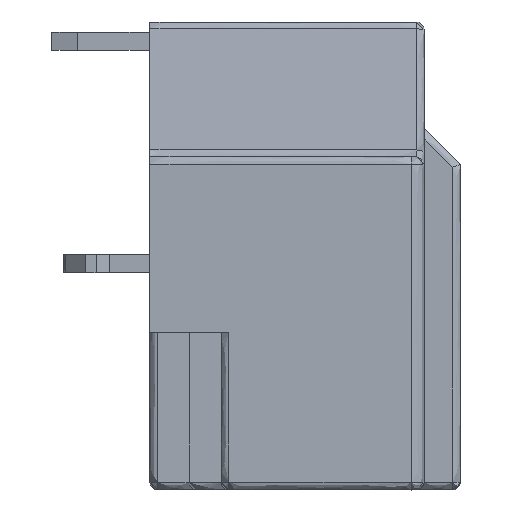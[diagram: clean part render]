
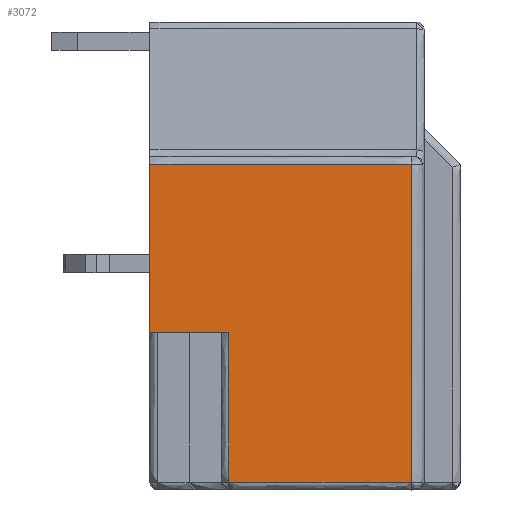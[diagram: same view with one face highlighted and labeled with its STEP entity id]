
A CAD part, left-side view. The second image highlights one B-rep face of the part: STEP entity #3072.
In plain terms, the highlighted free-form (B-spline) face has degree [1, 1] with [2, 2] control points.
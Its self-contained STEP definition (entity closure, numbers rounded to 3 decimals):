
#937=CARTESIAN_POINT('',(-32.25,19.19,-1.7));
#938=VERTEX_POINT('',#937);
#993=CARTESIAN_POINT('',(-32.25,26.24,-1.7));
#994=VERTEX_POINT('',#993);
#995=CARTESIAN_POINT('',(-32.25,19.19,-1.7));
#996=CARTESIAN_POINT('',(-32.25,26.24,-1.7));
#997=B_SPLINE_CURVE_WITH_KNOTS('',1,(#995,#996),.POLYLINE_FORM.,.F.,.U.,(2,2),(0.,1.),.UNSPECIFIED.);
#998=EDGE_CURVE('',#938,#994,#997,.T.);
#1658=CARTESIAN_POINT('',(-32.25,26.24,4.1));
#1659=VERTEX_POINT('',#1658);
#1667=CARTESIAN_POINT('',(-32.25,29.29,4.1));
#1668=VERTEX_POINT('',#1667);
#1669=CARTESIAN_POINT('',(-32.25,26.24,4.1));
#1670=CARTESIAN_POINT('',(-32.25,29.29,4.1));
#1671=B_SPLINE_CURVE_WITH_KNOTS('',1,(#1669,#1670),.POLYLINE_FORM.,.F.,.U.,(2,2),(0.,1.),.UNSPECIFIED.);
#1672=EDGE_CURVE('',#1659,#1668,#1671,.T.);
#2449=CARTESIAN_POINT('',(-32.25,19.19,10.6));
#2450=VERTEX_POINT('',#2449);
#2459=CARTESIAN_POINT('',(-32.25,19.19,10.6));
#2460=CARTESIAN_POINT('',(-32.25,19.19,-1.7));
#2461=B_SPLINE_CURVE_WITH_KNOTS('',1,(#2459,#2460),.POLYLINE_FORM.,.F.,.U.,(2,2),(0.,1.),.UNSPECIFIED.);
#2462=EDGE_CURVE('',#2450,#938,#2461,.T.);
#3045=CARTESIAN_POINT('',(-32.25,188.799,-11.466));
#3046=CARTESIAN_POINT('',(-32.25,188.799,318.402));
#3047=CARTESIAN_POINT('',(-32.25,-141.069,-11.466));
#3048=CARTESIAN_POINT('',(-32.25,-141.069,318.402));
#3049=B_SPLINE_SURFACE_WITH_KNOTS('',1,1,((#3045,#3046),(#3047,#3048)),.PLANE_SURF.,.F.,.F.,.U.,(2,2),(2,2),(0.,1.),(0.,1.),.UNSPECIFIED.);
#3050=CARTESIAN_POINT('',(-32.25,26.24,4.1));
#3051=CARTESIAN_POINT('',(-32.25,26.24,-1.7));
#3052=B_SPLINE_CURVE_WITH_KNOTS('',1,(#3050,#3051),.POLYLINE_FORM.,.F.,.U.,(2,2),(0.,1.),.UNSPECIFIED.);
#3053=EDGE_CURVE('',#1659,#994,#3052,.T.);
#3054=ORIENTED_EDGE('',*,*,#3053,.T.);
#3055=ORIENTED_EDGE('',*,*,#998,.F.);
#3056=ORIENTED_EDGE('',*,*,#2462,.F.);
#3057=CARTESIAN_POINT('',(-32.25,29.29,10.6));
#3058=VERTEX_POINT('',#3057);
#3059=CARTESIAN_POINT('',(-32.25,19.19,10.6));
#3060=CARTESIAN_POINT('',(-32.25,29.29,10.6));
#3061=B_SPLINE_CURVE_WITH_KNOTS('',1,(#3059,#3060),.POLYLINE_FORM.,.F.,.U.,(2,2),(0.,1.),.UNSPECIFIED.);
#3062=EDGE_CURVE('',#2450,#3058,#3061,.T.);
#3063=ORIENTED_EDGE('',*,*,#3062,.T.);
#3064=CARTESIAN_POINT('',(-32.25,29.29,10.6));
#3065=CARTESIAN_POINT('',(-32.25,29.29,4.1));
#3066=B_SPLINE_CURVE_WITH_KNOTS('',1,(#3064,#3065),.POLYLINE_FORM.,.F.,.U.,(2,2),(0.,1.),.UNSPECIFIED.);
#3067=EDGE_CURVE('',#3058,#1668,#3066,.T.);
#3068=ORIENTED_EDGE('',*,*,#3067,.T.);
#3069=ORIENTED_EDGE('',*,*,#1672,.F.);
#3070=EDGE_LOOP('',(#3054,#3055,#3056,#3063,#3068,#3069));
#3071=FACE_OUTER_BOUND('',#3070,.T.);
#3072=ADVANCED_FACE('',(#3071),#3049,.T.);
